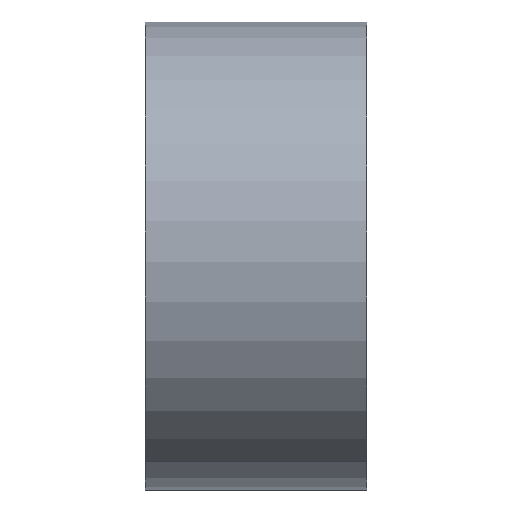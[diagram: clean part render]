
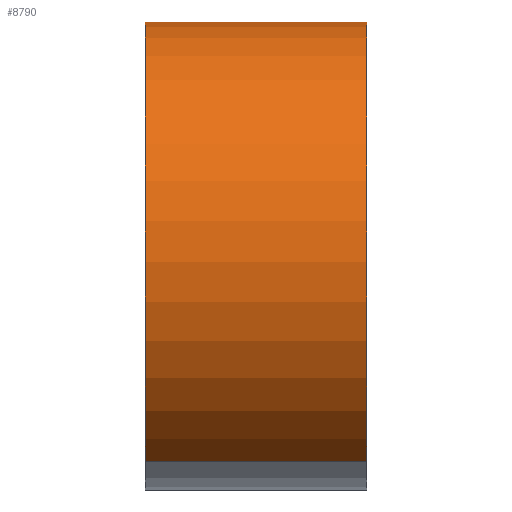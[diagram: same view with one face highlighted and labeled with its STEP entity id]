
A CAD part, left-side view. The second image highlights one B-rep face of the part: STEP entity #8790.
In plain terms, the highlighted cylindrical face has radius 27.5 mm (diameter 55 mm), a partial arc.
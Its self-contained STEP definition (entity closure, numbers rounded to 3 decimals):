
#3420=CARTESIAN_POINT('',(0.,21.,0.));
#3430=DIRECTION('',(0.,1.,0.));
#3440=DIRECTION('',(-0.479,0.,-0.878));
#3450=AXIS2_PLACEMENT_3D('',#3420,#3430,#3440);
#3460=CIRCLE('',#3450,27.5);
#3470=CARTESIAN_POINT('',(-13.184,21.,-24.134));
#3480=VERTEX_POINT('',#3470);
#3490=CARTESIAN_POINT('',(13.184,21.,24.134));
#3500=VERTEX_POINT('',#3490);
#3510=EDGE_CURVE('',#3480,#3500,#3460,.T.);
#4380=CARTESIAN_POINT('',(13.184,8.,24.134));
#4390=DIRECTION('',(0.,1.,0.));
#4400=VECTOR('',#4390,1.);
#4410=LINE('',#4380,#4400);
#4420=CARTESIAN_POINT('',(13.184,-5.,24.134));
#4430=VERTEX_POINT('',#4420);
#4440=EDGE_CURVE('',#4430,#3500,#4410,.T.);
#4470=CARTESIAN_POINT('',(-13.184,8.,-24.134));
#4480=DIRECTION('',(0.,1.,0.));
#4490=VECTOR('',#4480,1.);
#4500=LINE('',#4470,#4490);
#4510=CARTESIAN_POINT('',(-13.184,-5.,-24.134));
#4520=VERTEX_POINT('',#4510);
#4530=EDGE_CURVE('',#4520,#3480,#4500,.T.);
#4550=CARTESIAN_POINT('',(0.,-5.,0.));
#4560=DIRECTION('',(0.,-1.,0.));
#4570=DIRECTION('',(0.479,0.,0.878));
#4580=AXIS2_PLACEMENT_3D('',#4550,#4560,#4570);
#4590=CIRCLE('',#4580,27.5);
#5650=EDGE_CURVE('',#4430,#4520,#4590,.T.);
#8680=CARTESIAN_POINT('',(0.,8.,0.));
#8690=DIRECTION('',(0.,1.,0.));
#8700=DIRECTION('',(0.479,0.,0.878));
#8710=AXIS2_PLACEMENT_3D('',#8680,#8690,#8700);
#8720=CYLINDRICAL_SURFACE('',#8710,27.5);
#8730=ORIENTED_EDGE('',*,*,#5650,.F.);
#8740=ORIENTED_EDGE('',*,*,#4530,.F.);
#8750=ORIENTED_EDGE('',*,*,#3510,.F.);
#8760=ORIENTED_EDGE('',*,*,#4440,.T.);
#8770=EDGE_LOOP('',(#8760,#8750,#8740,#8730));
#8780=FACE_OUTER_BOUND('',#8770,.T.);
#8790=ADVANCED_FACE('',(#8780),#8720,.T.);
